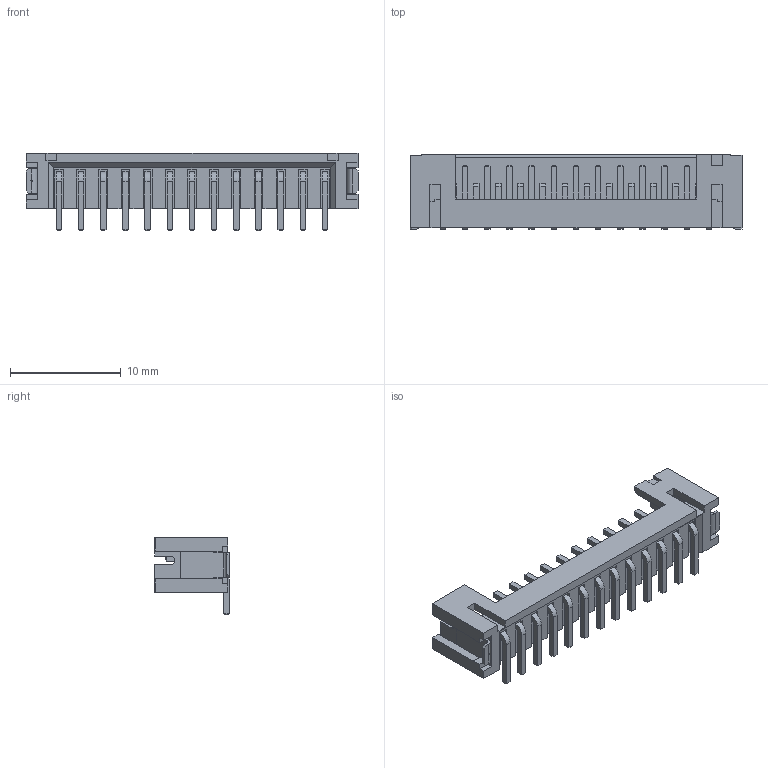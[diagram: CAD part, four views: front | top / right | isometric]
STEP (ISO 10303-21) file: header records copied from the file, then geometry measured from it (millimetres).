
FILE_DESCRIPTION (( 'STEP AP214' ), '1' );
FILE_NAME ('JST-B13B-PH-SM4-TB.STEP', '2020-12-29T21:52:48', ( '' ), ( '' ), 'SwSTEP 2.0', 'SolidWorks 2020', '' );
FILE_SCHEMA (( 'AUTOMOTIVE_DESIGN' ));
Length unit declared in the file: millimetre
Products named in the file (1): JST-B13B-PH-SM4-TB
Bounding box: 29.95 x 6.72 x 7 mm (x, y, z)
Volume: 463.1 mm3; surface area: 1138.6 mm2
Topology: 1 solids, 1 shells, 570 faces, 1454 edges, 908 vertices
Faces by surface type: plane 510, bspline 52, cylinder 8
Entity records: 24545 total; most frequent: CARTESIAN_POINT 4773, ORIENTED_EDGE 2908, DIRECTION 2558, EDGE_CURVE 1454, LINE 1384, VECTOR 1384, VERTEX_POINT 908, EDGE_LOOP 596
